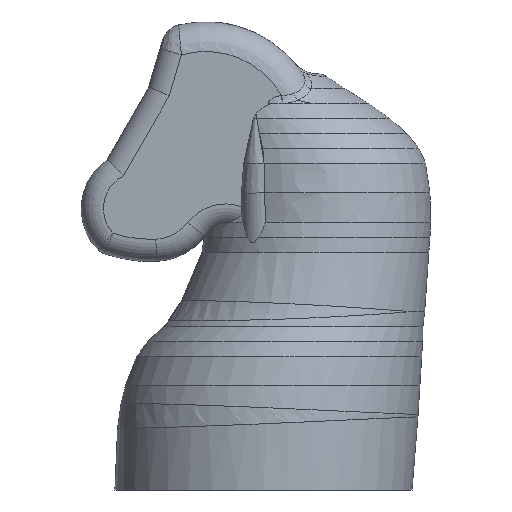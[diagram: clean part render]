
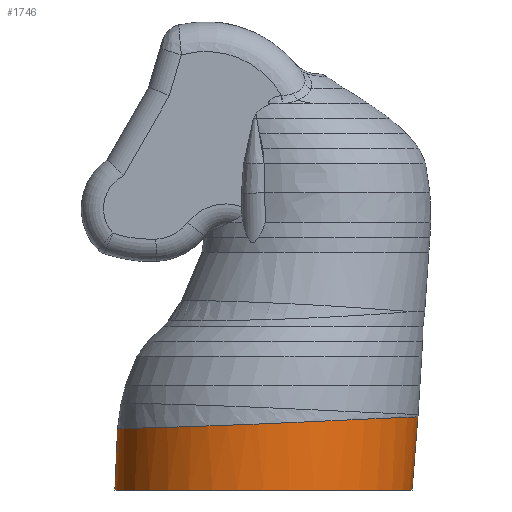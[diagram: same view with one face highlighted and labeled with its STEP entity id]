
A CAD part, front view. The second image highlights one B-rep face of the part: STEP entity #1746.
In plain terms, the highlighted free-form (B-spline) face has degree [1, 2] with [2, 9] control points.
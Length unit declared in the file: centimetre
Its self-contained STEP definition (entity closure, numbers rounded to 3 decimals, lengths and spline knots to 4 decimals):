
#170=B_SPLINE_CURVE_WITH_KNOTS('',3,(#5313,#5314,#5315,#5316,#5317,#5318,
#5319,#5320,#5321,#5322,#5323,#5324,#5325,#5326,#5327,#5328,#5329,#5330,
#5331,#5332,#5333,#5334),.UNSPECIFIED.,.F.,.F.,(4,1,1,1,1,1,1,1,1,1,1,1,
1,1,1,1,1,1,1,4),(-6.2832,-6.0588,-5.8344,
-5.61,-5.3856,-5.0864,-4.7872,
-4.488,-4.1888,-3.8896,-3.5904,
-3.2912,-3.1416,-2.992,-2.8424,
-2.6928,-2.3936,-2.0944,-1.7952,
-1.6086),.UNSPECIFIED.);
#171=B_SPLINE_CURVE_WITH_KNOTS('',3,(#5335,#5336,#5337,#5338,#5339,#5340,
#5341,#5342,#5343,#5344),.UNSPECIFIED.,.F.,.F.,(4,1,1,1,1,1,1,4),(-1.6086,
-1.496,-1.1968,-0.8976,-0.6732,
-0.4488,-0.2244,0.),.UNSPECIFIED.);
#173=B_SPLINE_CURVE_WITH_KNOTS('',1,(#5385,#5386),.UNSPECIFIED.,.F.,.F.,
(2,2),(-0.4961,-0.0529),.UNSPECIFIED.);
#185=(
BOUNDED_SURFACE()
B_SPLINE_SURFACE(1,2,((#5365,#5366,#5367,#5368,#5369,#5370,#5371,#5372,
#5373),(#5374,#5375,#5376,#5377,#5378,#5379,#5380,#5381,#5382)),
 .UNSPECIFIED.,.F.,.T.,.F.)
B_SPLINE_SURFACE_WITH_KNOTS((2,2),(3,2,2,2,3),(-0.0521,0.5557),
(-3.1416,-1.5708,0.,1.5708,3.1416),
 .UNSPECIFIED.)
GEOMETRIC_REPRESENTATION_ITEM()
RATIONAL_B_SPLINE_SURFACE(((1.,0.707,1.,0.707,1.,
0.707,1.,0.707,1.),(1.,0.707,1.,0.707,
1.,0.707,1.,0.707,1.)))
REPRESENTATION_ITEM('')
SURFACE()
);
#286=FACE_OUTER_BOUND('',#389,.T.);
#389=EDGE_LOOP('',(#1599,#1600,#1601,#1602,#1603));
#617=CIRCLE('',#1918,10.);
#785=VERTEX_POINT('',#5276);
#788=VERTEX_POINT('',#5312);
#789=VERTEX_POINT('',#5383);
#1057=EDGE_CURVE('',#785,#788,#170,.T.);
#1058=EDGE_CURVE('',#788,#785,#171,.T.);
#1060=EDGE_CURVE('',#789,#789,#617,.T.);
#1061=EDGE_CURVE('',#789,#788,#173,.T.);
#1599=ORIENTED_EDGE('',*,*,#1060,.T.);
#1600=ORIENTED_EDGE('',*,*,#1061,.T.);
#1601=ORIENTED_EDGE('',*,*,#1057,.F.);
#1602=ORIENTED_EDGE('',*,*,#1058,.F.);
#1603=ORIENTED_EDGE('',*,*,#1061,.F.);
#1746=ADVANCED_FACE('',(#286),#185,.F.);
#1918=AXIS2_PLACEMENT_3D('',#5384,#2295,#2296);
#2295=DIRECTION('center_axis',(0.,0.,1.));
#2296=DIRECTION('ref_axis',(1.,0.,0.));
#5276=CARTESIAN_POINT('',(10.3938,0.,4.9219));
#5312=CARTESIAN_POINT('',(0.256,-10.0894,4.4676));
#5313=CARTESIAN_POINT('Ctrl Pts',(10.3938,0.,
4.9219));
#5314=CARTESIAN_POINT('Ctrl Pts',(10.3938,0.8653,4.9219));
#5315=CARTESIAN_POINT('Ctrl Pts',(10.1659,2.5949,4.9126));
#5316=CARTESIAN_POINT('Ctrl Pts',(9.224,4.9113,4.8731));
#5317=CARTESIAN_POINT('Ctrl Pts',(7.8594,6.8046,4.8136));
#5318=CARTESIAN_POINT('Ctrl Pts',(6.0461,8.41,4.7315));
#5319=CARTESIAN_POINT('Ctrl Pts',(3.8265,9.5711,4.6281));
#5320=CARTESIAN_POINT('Ctrl Pts',(1.2567,10.1542,4.51));
#5321=CARTESIAN_POINT('Ctrl Pts',(-1.3936,10.0704,4.3967));
#5322=CARTESIAN_POINT('Ctrl Pts',(-4.0485,9.2678,4.2963));
#5323=CARTESIAN_POINT('Ctrl Pts',(-6.5554,7.6502,4.2151));
#5324=CARTESIAN_POINT('Ctrl Pts',(-8.6425,5.1447,4.1575));
#5325=CARTESIAN_POINT('Ctrl Pts',(-9.6763,2.3844,4.1324));
#5326=CARTESIAN_POINT('Ctrl Pts',(-9.8877,-0.0004,
4.1273));
#5327=CARTESIAN_POINT('Ctrl Pts',(-9.7286,-1.7869,4.1311));
#5328=CARTESIAN_POINT('Ctrl Pts',(-9.2641,-3.49,4.1424));
#5329=CARTESIAN_POINT('Ctrl Pts',(-8.2936,-5.56,4.1671));
#5330=CARTESIAN_POINT('Ctrl Pts',(-6.556,-7.6511,4.2151));
#5331=CARTESIAN_POINT('Ctrl Pts',(-4.0484,-9.2674,4.2963));
#5332=CARTESIAN_POINT('Ctrl Pts',(-1.7267,-9.9698,4.3841));
#5333=CARTESIAN_POINT('Ctrl Pts',(-0.2918,-10.0884,
4.4441));
#5334=CARTESIAN_POINT('Ctrl Pts',(0.256,-10.0894,4.4676));
#5335=CARTESIAN_POINT('Ctrl Pts',(0.256,-10.0894,4.4676));
#5336=CARTESIAN_POINT('Ctrl Pts',(0.5865,-10.0901,4.4819));
#5337=CARTESIAN_POINT('Ctrl Pts',(1.7907,-10.0331,4.5345));
#5338=CARTESIAN_POINT('Ctrl Pts',(3.8262,-9.5711,4.6281));
#5339=CARTESIAN_POINT('Ctrl Pts',(6.0462,-8.4101,4.7315));
#5340=CARTESIAN_POINT('Ctrl Pts',(7.8592,-6.8047,4.8136));
#5341=CARTESIAN_POINT('Ctrl Pts',(9.224,-4.9114,4.8731));
#5342=CARTESIAN_POINT('Ctrl Pts',(10.1659,-2.595,4.9126));
#5343=CARTESIAN_POINT('Ctrl Pts',(10.3938,-0.8653,4.9219));
#5344=CARTESIAN_POINT('Ctrl Pts',(10.3938,0.,
4.9219));
#5365=CARTESIAN_POINT('Ctrl Pts',(0.3195,-10.1105,5.5261));
#5366=CARTESIAN_POINT('Ctrl Pts',(-9.7548,-10.1105,6.1303));
#5367=CARTESIAN_POINT('Ctrl Pts',(-9.7548,0.,
6.1303));
#5368=CARTESIAN_POINT('Ctrl Pts',(-9.7548,10.1105,6.1303));
#5369=CARTESIAN_POINT('Ctrl Pts',(0.3195,10.1105,5.5261));
#5370=CARTESIAN_POINT('Ctrl Pts',(10.3938,10.1105,4.9219));
#5371=CARTESIAN_POINT('Ctrl Pts',(10.3938,0.,
4.9219));
#5372=CARTESIAN_POINT('Ctrl Pts',(10.3938,-10.1105,4.9219));
#5373=CARTESIAN_POINT('Ctrl Pts',(0.3195,-10.1105,5.5261));
#5374=CARTESIAN_POINT('Ctrl Pts',(-0.048,-9.988,-0.6003));
#5375=CARTESIAN_POINT('Ctrl Pts',(-10.0001,-9.988,-0.0034));
#5376=CARTESIAN_POINT('Ctrl Pts',(-10.0001,0.,
-0.0034));
#5377=CARTESIAN_POINT('Ctrl Pts',(-10.0001,9.988,-0.0034));
#5378=CARTESIAN_POINT('Ctrl Pts',(-0.048,9.988,-0.6003));
#5379=CARTESIAN_POINT('Ctrl Pts',(9.9042,9.988,-1.1972));
#5380=CARTESIAN_POINT('Ctrl Pts',(9.9042,0.,
-1.1972));
#5381=CARTESIAN_POINT('Ctrl Pts',(9.9042,-9.988,-1.1972));
#5382=CARTESIAN_POINT('Ctrl Pts',(-0.048,-9.988,-0.6003));
#5383=CARTESIAN_POINT('',(-0.012,-10.,0.));
#5384=CARTESIAN_POINT('Origin',(0.,0.,0.));
#5385=CARTESIAN_POINT('Ctrl Pts',(-0.012,-10.,
0.));
#5386=CARTESIAN_POINT('Ctrl Pts',(0.256,-10.0893,4.4677));
